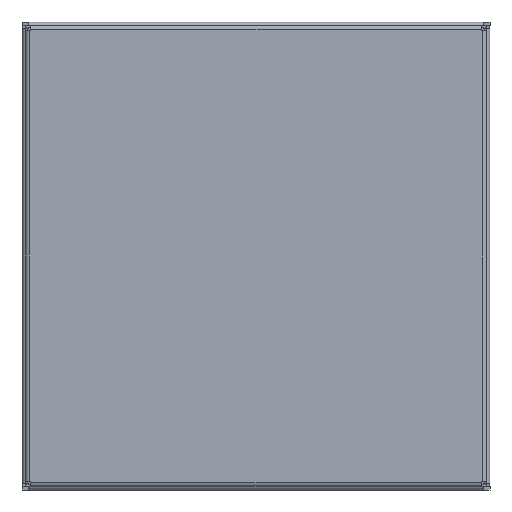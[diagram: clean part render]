
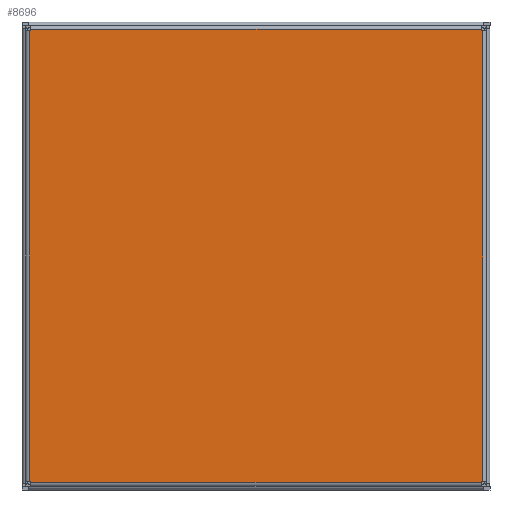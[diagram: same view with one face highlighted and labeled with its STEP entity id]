
A CAD part, front view. The second image highlights one B-rep face of the part: STEP entity #8696.
In plain terms, the highlighted face is planar.
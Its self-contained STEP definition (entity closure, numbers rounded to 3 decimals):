
#51 = EDGE_CURVE ( 'NONE', #1539, #404, #4297, .T. ) ;
#167 = VECTOR ( 'NONE', #2220, 1000. ) ;
#209 = DIRECTION ( 'NONE',  ( 0., 1., 0. ) ) ;
#210 = VERTEX_POINT ( 'NONE', #4235 ) ;
#404 = VERTEX_POINT ( 'NONE', #1296 ) ;
#433 = CARTESIAN_POINT ( 'NONE',  ( -95.4, 95.9, 1. ) ) ;
#455 = CARTESIAN_POINT ( 'NONE',  ( 97.5, 95.4, 1. ) ) ;
#488 = CARTESIAN_POINT ( 'NONE',  ( -95.4, 97.5, 1. ) ) ;
#600 = ORIENTED_EDGE ( 'NONE', *, *, #51, .F. ) ;
#659 = LINE ( 'NONE', #6789, #7899 ) ;
#691 = VECTOR ( 'NONE', #7455, 1000. ) ;
#699 = CARTESIAN_POINT ( 'NONE',  ( 95.9, -95.4, 1. ) ) ;
#707 = CARTESIAN_POINT ( 'NONE',  ( 95.9, 95.4, 1. ) ) ;
#1069 = DIRECTION ( 'NONE',  ( -1., 0., 0. ) ) ;
#1141 = DIRECTION ( 'NONE',  ( 1., 0., 0. ) ) ;
#1143 = CARTESIAN_POINT ( 'NONE',  ( 95.4, 97.5, 1. ) ) ;
#1181 = VECTOR ( 'NONE', #8411, 1000. ) ;
#1296 = CARTESIAN_POINT ( 'NONE',  ( 95.4, 95.4, 1. ) ) ;
#1326 = LINE ( 'NONE', #6011, #6651 ) ;
#1370 = LINE ( 'NONE', #4708, #8151 ) ;
#1539 = VERTEX_POINT ( 'NONE', #6075 ) ;
#1708 = VERTEX_POINT ( 'NONE', #8767 ) ;
#1848 = DIRECTION ( 'NONE',  ( 1., 0., 0. ) ) ;
#1858 = ORIENTED_EDGE ( 'NONE', *, *, #2953, .F. ) ;
#2170 = EDGE_LOOP ( 'NONE', ( #2458, #4774, #600, #7115, #5511, #4354, #4936, #6593, #1858, #3551, #5304, #4148 ) ) ;
#2179 = CARTESIAN_POINT ( 'NONE',  ( -95.9, -95.4, 1. ) ) ;
#2220 = DIRECTION ( 'NONE',  ( 0., -1., 0. ) ) ;
#2339 = LINE ( 'NONE', #7518, #691 ) ;
#2368 = VERTEX_POINT ( 'NONE', #6143 ) ;
#2445 = PLANE ( 'NONE',  #5904 ) ;
#2458 = ORIENTED_EDGE ( 'NONE', *, *, #6197, .F. ) ;
#2528 = EDGE_CURVE ( 'NONE', #404, #3675, #659, .T. ) ;
#2574 = VERTEX_POINT ( 'NONE', #2179 ) ;
#2603 = VECTOR ( 'NONE', #3869, 1000. ) ;
#2645 = CARTESIAN_POINT ( 'NONE',  ( 97.5, -95.4, 1. ) ) ;
#2726 = VECTOR ( 'NONE', #1141, 1000. ) ;
#2733 = EDGE_CURVE ( 'NONE', #210, #2368, #7996, .T. ) ;
#2880 = EDGE_CURVE ( 'NONE', #2574, #210, #1326, .T. ) ;
#2942 = LINE ( 'NONE', #488, #5812 ) ;
#2953 = EDGE_CURVE ( 'NONE', #5525, #1708, #2942, .T. ) ;
#3247 = DIRECTION ( 'NONE',  ( 0., -1., 0. ) ) ;
#3432 = EDGE_CURVE ( 'NONE', #1708, #2574, #8212, .T. ) ;
#3500 = CARTESIAN_POINT ( 'NONE',  ( 95.4, -95.4, 1. ) ) ;
#3551 = ORIENTED_EDGE ( 'NONE', *, *, #7632, .F. ) ;
#3675 = VERTEX_POINT ( 'NONE', #8915 ) ;
#3869 = DIRECTION ( 'NONE',  ( -1., 0., 0. ) ) ;
#3880 = LINE ( 'NONE', #707, #167 ) ;
#4148 = ORIENTED_EDGE ( 'NONE', *, *, #4940, .F. ) ;
#4235 = CARTESIAN_POINT ( 'NONE',  ( -95.9, 95.4, 1. ) ) ;
#4297 = LINE ( 'NONE', #6985, #5965 ) ;
#4354 = ORIENTED_EDGE ( 'NONE', *, *, #2733, .F. ) ;
#4515 = CARTESIAN_POINT ( 'NONE',  ( -95.4, 95.9, 1. ) ) ;
#4643 = LINE ( 'NONE', #1143, #5849 ) ;
#4679 = VERTEX_POINT ( 'NONE', #5506 ) ;
#4708 = CARTESIAN_POINT ( 'NONE',  ( 95.4, -95.9, 1. ) ) ;
#4771 = EDGE_CURVE ( 'NONE', #6405, #1539, #6233, .T. ) ;
#4774 = ORIENTED_EDGE ( 'NONE', *, *, #2528, .F. ) ;
#4936 = ORIENTED_EDGE ( 'NONE', *, *, #2880, .F. ) ;
#4940 = EDGE_CURVE ( 'NONE', #8456, #5420, #8438, .T. ) ;
#5283 = FACE_OUTER_BOUND ( 'NONE', #2170, .T. ) ;
#5304 = ORIENTED_EDGE ( 'NONE', *, *, #7713, .F. ) ;
#5420 = VERTEX_POINT ( 'NONE', #3500 ) ;
#5506 = CARTESIAN_POINT ( 'NONE',  ( 95.4, -95.9, 1. ) ) ;
#5511 = ORIENTED_EDGE ( 'NONE', *, *, #7710, .F. ) ;
#5525 = VERTEX_POINT ( 'NONE', #8628 ) ;
#5585 = CARTESIAN_POINT ( 'NONE',  ( 97.5, -95.4, 1. ) ) ;
#5812 = VECTOR ( 'NONE', #209, 1000. ) ;
#5849 = VECTOR ( 'NONE', #8168, 1000. ) ;
#5904 = AXIS2_PLACEMENT_3D ( 'NONE', #6652, #7475, #1069 ) ;
#5965 = VECTOR ( 'NONE', #3247, 1000. ) ;
#6011 = CARTESIAN_POINT ( 'NONE',  ( -95.9, -95.4, 1. ) ) ;
#6075 = CARTESIAN_POINT ( 'NONE',  ( 95.4, 95.9, 1. ) ) ;
#6138 = VECTOR ( 'NONE', #1848, 1000. ) ;
#6143 = CARTESIAN_POINT ( 'NONE',  ( -95.4, 95.4, 1. ) ) ;
#6197 = EDGE_CURVE ( 'NONE', #3675, #8456, #3880, .T. ) ;
#6233 = LINE ( 'NONE', #433, #2726 ) ;
#6405 = VERTEX_POINT ( 'NONE', #4515 ) ;
#6593 = ORIENTED_EDGE ( 'NONE', *, *, #3432, .F. ) ;
#6651 = VECTOR ( 'NONE', #9044, 1000. ) ;
#6652 = CARTESIAN_POINT ( 'NONE',  ( 97.5, 97.5, 1. ) ) ;
#6771 = DIRECTION ( 'NONE',  ( -1., 0., 0. ) ) ;
#6789 = CARTESIAN_POINT ( 'NONE',  ( 97.5, 95.4, 1. ) ) ;
#6985 = CARTESIAN_POINT ( 'NONE',  ( 95.4, 97.5, 1. ) ) ;
#7115 = ORIENTED_EDGE ( 'NONE', *, *, #4771, .F. ) ;
#7455 = DIRECTION ( 'NONE',  ( 0., 1., 0. ) ) ;
#7475 = DIRECTION ( 'NONE',  ( 0., 0., -1. ) ) ;
#7516 = DIRECTION ( 'NONE',  ( 1., 0., 0. ) ) ;
#7518 = CARTESIAN_POINT ( 'NONE',  ( -95.4, 97.5, 1. ) ) ;
#7632 = EDGE_CURVE ( 'NONE', #4679, #5525, #1370, .T. ) ;
#7710 = EDGE_CURVE ( 'NONE', #2368, #6405, #2339, .T. ) ;
#7713 = EDGE_CURVE ( 'NONE', #5420, #4679, #4643, .T. ) ;
#7899 = VECTOR ( 'NONE', #7516, 1000. ) ;
#7996 = LINE ( 'NONE', #455, #6138 ) ;
#8151 = VECTOR ( 'NONE', #6771, 1000. ) ;
#8168 = DIRECTION ( 'NONE',  ( 0., -1., 0. ) ) ;
#8212 = LINE ( 'NONE', #2645, #2603 ) ;
#8411 = DIRECTION ( 'NONE',  ( -1., 0., 0. ) ) ;
#8438 = LINE ( 'NONE', #5585, #1181 ) ;
#8456 = VERTEX_POINT ( 'NONE', #699 ) ;
#8628 = CARTESIAN_POINT ( 'NONE',  ( -95.4, -95.9, 1. ) ) ;
#8696 = ADVANCED_FACE ( 'NONE', ( #5283 ), #2445, .F. ) ;
#8767 = CARTESIAN_POINT ( 'NONE',  ( -95.4, -95.4, 1. ) ) ;
#8915 = CARTESIAN_POINT ( 'NONE',  ( 95.9, 95.4, 1. ) ) ;
#9044 = DIRECTION ( 'NONE',  ( 0., 1., 0. ) ) ;
